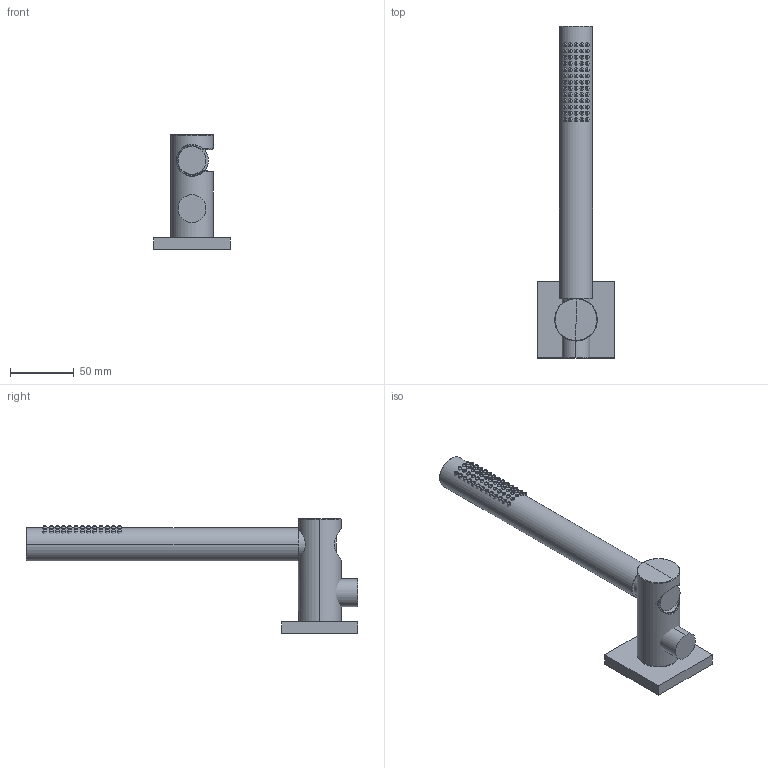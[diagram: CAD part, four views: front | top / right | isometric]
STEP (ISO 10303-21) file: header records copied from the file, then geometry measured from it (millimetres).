
FILE_DESCRIPTION (( 'STEP AP203' ), '1' );
FILE_NAME ('27802970.STEP', '2018-08-27T07:57:47', ( '' ), ( '' ), 'SwSTEP 2.0', 'SolidWorks 2017', '' );
FILE_SCHEMA (( 'CONFIG_CONTROL_DESIGN' ));
Length unit declared in the file: millimetre
Products named in the file (9): Planungsmodell_Einsatz-+-04.12.11.140.10_02_K1; Planungsmodell_Rohr_gerade-+-28.568.780-10_ _K249_22x31; Planungsmodell_Steckhuelse-+-09.18.40.216.90-01; Planungsmodell_Handbrause-+-04.12.11.140.10_01_PDB_04121114010-00; Planungsmodell_Rosette-+-09.27.97.043.90-01; Planungsmodell_Anschluss-+-09.11.03.124.90-01; Planungsmodell_Einsatz-+-04.12.11.140.10_03_K1; 27802970; Planungsmodell_Koerper-+-04.12.11.140.10_04_K1
Assembly tree (9 placements, depth 4):
  27802970
    Planungsmodell_Anschluss-+-09.11.03.124.90-01
    Planungsmodell_Handbrause-+-04.12.11.140.10_01_PDB_04121114010-00
      Planungsmodell_Koerper-+-04.12.11.140.10_04_K1
      Planungsmodell_Einsatz-+-04.12.11.140.10_03_K1
        Planungsmodell_Einsatz-+-04.12.11.140.10_02_K1
    Planungsmodell_Rohr_gerade-+-28.568.780-10_ _K249_22x31  x2
    Planungsmodell_Steckhuelse-+-09.18.40.216.90-01
    Planungsmodell_Rosette-+-09.27.97.043.90-01
Bounding box: 60 x 261.05 x 90.2 mm (x, y, z)
Volume: 233654.8 mm3; surface area: 54936.6 mm2
Topology: 6 solids, 9 shells, 416 faces, 850 edges, 517 vertices
Faces by surface type: cylinder 164, torus 140, plane 107, cone 3, sphere 2
Entity records: 15312 total; most frequent: CARTESIAN_POINT 5591, DIRECTION 1991, ORIENTED_EDGE 1680, AXIS2_PLACEMENT_3D 891, EDGE_CURVE 844, VERTEX_POINT 513, EDGE_LOOP 479, CIRCLE 464
